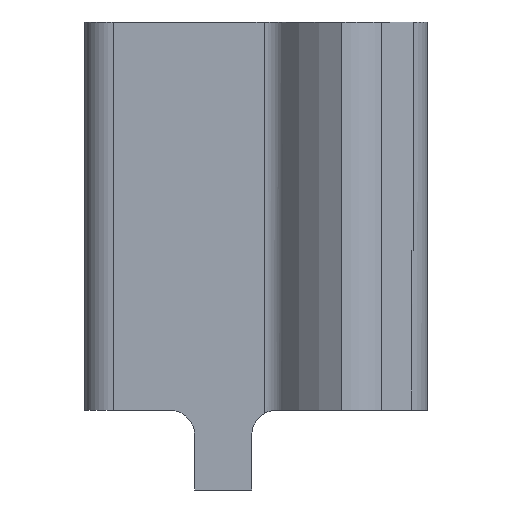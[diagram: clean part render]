
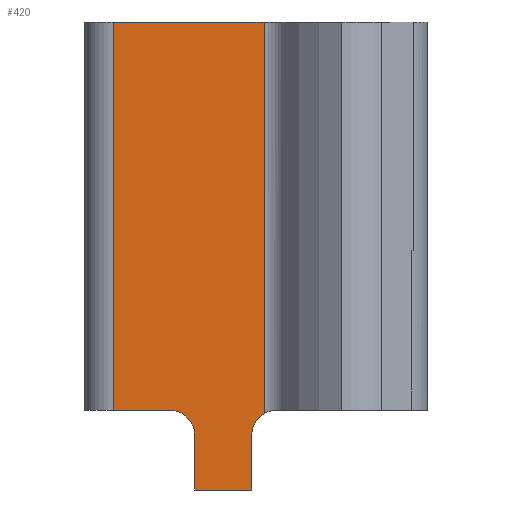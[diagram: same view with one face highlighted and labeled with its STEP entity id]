
A CAD part, left-side view. The second image highlights one B-rep face of the part: STEP entity #420.
In plain terms, the highlighted planar face has unit normal (-1, 0, 0).
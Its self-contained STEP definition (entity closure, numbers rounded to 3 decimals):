
#19=PLANE('',#467);
#34=FACE_OUTER_BOUND('',#56,.T.);
#56=EDGE_LOOP('',(#291,#292,#293,#294,#295,#296,#297,#298,#299));
#80=LINE('',#634,#124);
#81=LINE('',#636,#125);
#82=LINE('',#640,#126);
#83=LINE('',#642,#127);
#84=LINE('',#644,#128);
#85=LINE('',#648,#129);
#86=LINE('',#649,#130);
#124=VECTOR('',#513,34.);
#125=VECTOR('',#514,4.927);
#126=VECTOR('',#517,4.8);
#127=VECTOR('',#518,5.);
#128=VECTOR('',#519,4.8);
#129=VECTOR('',#522,34.308);
#130=VECTOR('',#523,13.204);
#169=CIRCLE('',#468,2.2);
#170=CIRCLE('',#469,2.2);
#185=VERTEX_POINT('',#632);
#186=VERTEX_POINT('',#633);
#187=VERTEX_POINT('',#635);
#188=VERTEX_POINT('',#637);
#189=VERTEX_POINT('',#639);
#190=VERTEX_POINT('',#641);
#191=VERTEX_POINT('',#643);
#192=VERTEX_POINT('',#645);
#193=VERTEX_POINT('',#647);
#228=EDGE_CURVE('',#185,#186,#80,.T.);
#229=EDGE_CURVE('',#187,#185,#81,.T.);
#230=EDGE_CURVE('',#187,#188,#169,.T.);
#231=EDGE_CURVE('',#188,#189,#82,.T.);
#232=EDGE_CURVE('',#190,#189,#83,.T.);
#233=EDGE_CURVE('',#191,#190,#84,.T.);
#234=EDGE_CURVE('',#191,#192,#170,.T.);
#235=EDGE_CURVE('',#192,#193,#85,.T.);
#236=EDGE_CURVE('',#186,#193,#86,.T.);
#291=ORIENTED_EDGE('',*,*,#228,.F.);
#292=ORIENTED_EDGE('',*,*,#229,.F.);
#293=ORIENTED_EDGE('',*,*,#230,.T.);
#294=ORIENTED_EDGE('',*,*,#231,.T.);
#295=ORIENTED_EDGE('',*,*,#232,.F.);
#296=ORIENTED_EDGE('',*,*,#233,.F.);
#297=ORIENTED_EDGE('',*,*,#234,.T.);
#298=ORIENTED_EDGE('',*,*,#235,.T.);
#299=ORIENTED_EDGE('',*,*,#236,.F.);
#420=ADVANCED_FACE('',(#34),#19,.F.);
#467=AXIS2_PLACEMENT_3D('',#631,#511,#512);
#468=AXIS2_PLACEMENT_3D('',#638,#515,#516);
#469=AXIS2_PLACEMENT_3D('',#646,#520,#521);
#511=DIRECTION('center_axis',(1.,0.,0.));
#512=DIRECTION('ref_axis',(0.,-1.,0.));
#513=DIRECTION('',(0.,0.,1.));
#514=DIRECTION('',(0.,1.,0.));
#515=DIRECTION('center_axis',(1.,0.,0.));
#516=DIRECTION('ref_axis',(0.,0.,1.));
#517=DIRECTION('',(0.,0.,-1.));
#518=DIRECTION('',(0.,1.,0.));
#519=DIRECTION('',(0.,0.,-1.));
#520=DIRECTION('center_axis',(1.,0.,0.));
#521=DIRECTION('ref_axis',(0.,1.,0.));
#522=DIRECTION('',(0.,0.,1.));
#523=DIRECTION('',(0.,-1.,0.));
#631=CARTESIAN_POINT('Origin',(0.,0.,0.));
#632=CARTESIAN_POINT('',(0.,27.5,-14.));
#633=CARTESIAN_POINT('',(0.,27.5,20.));
#634=CARTESIAN_POINT('',(0.,27.5,-14.));
#635=CARTESIAN_POINT('',(0.,22.573,-14.));
#636=CARTESIAN_POINT('',(0.,22.573,-14.));
#637=CARTESIAN_POINT('',(0.,20.373,-16.2));
#638=CARTESIAN_POINT('Origin',(0.,22.573,-16.2));
#639=CARTESIAN_POINT('',(0.,20.373,-21.));
#640=CARTESIAN_POINT('',(0.,20.373,-16.2));
#641=CARTESIAN_POINT('',(0.,15.373,-21.));
#642=CARTESIAN_POINT('',(0.,15.373,-21.));
#643=CARTESIAN_POINT('',(0.,15.373,-16.2));
#644=CARTESIAN_POINT('',(0.,15.373,-16.2));
#645=CARTESIAN_POINT('',(0.,14.296,-14.308));
#646=CARTESIAN_POINT('Origin',(0.,13.173,-16.2));
#647=CARTESIAN_POINT('',(0.,14.296,20.));
#648=CARTESIAN_POINT('',(0.,14.296,-14.308));
#649=CARTESIAN_POINT('',(0.,27.5,20.));
